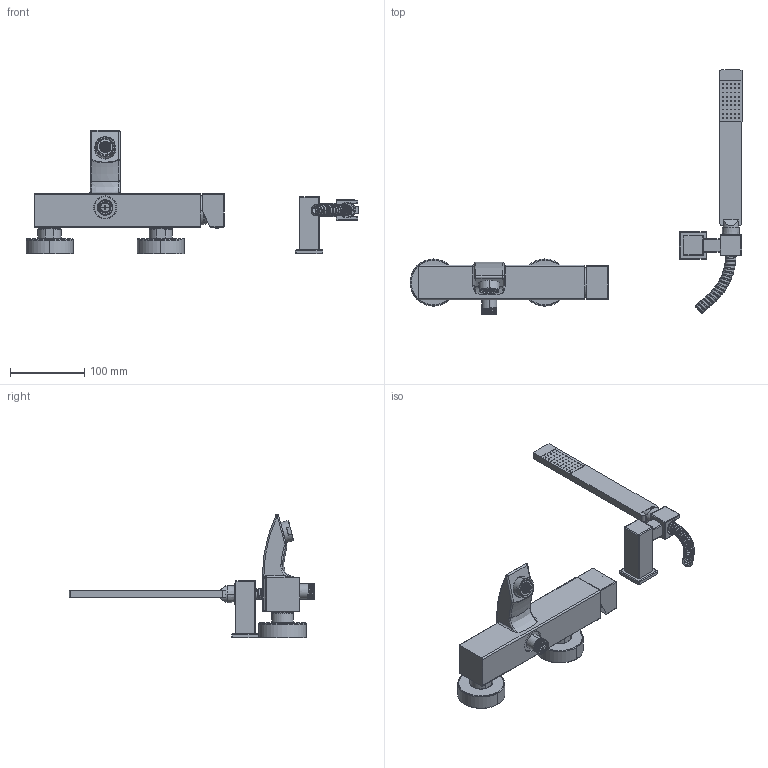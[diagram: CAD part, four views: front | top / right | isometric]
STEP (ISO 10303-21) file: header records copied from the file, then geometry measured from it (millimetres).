
FILE_DESCRIPTION((''),'2;1');
FILE_NAME('LEC023CR','2021-11-02T16:34:27',('ut3'),('PAFFONI SpA'),'CREO PARAMETRIC BY PTC INC, 2020044','CREO PARAMETRIC BY PTC INC, 2020044','');
FILE_SCHEMA(('CONFIG_CONTROL_DESIGN','SHAPE_APPEARANCE_LAYERS_GROUPS'));
Products named in the file (1): LEC023CR
Bounding box: 447.5 x 330.39 x 166.24 mm (x, y, z)
Volume: 504955.5 mm3; surface area: 251839.4 mm2
Topology: 3 solids, 3 shells, 3326 faces, 9298 edges, 6034 vertices
Faces by surface type: plane 2511, cylinder 462, cone 130, torus 121, bspline 64, sphere 38
Entity records: 166025 total; most frequent: CARTESIAN_POINT 54414, ORIENTED_EDGE 18558, DIRECTION 17607, EDGE_CURVE 9279, VECTOR 6313, LINE 6313, VERTEX_POINT 6032, AXIS2_PLACEMENT_3D 5647
